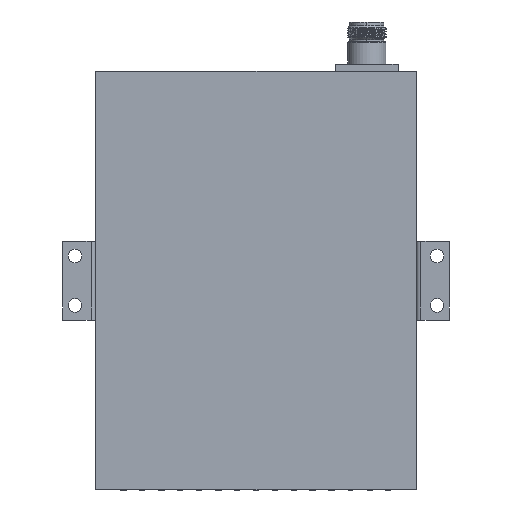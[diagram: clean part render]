
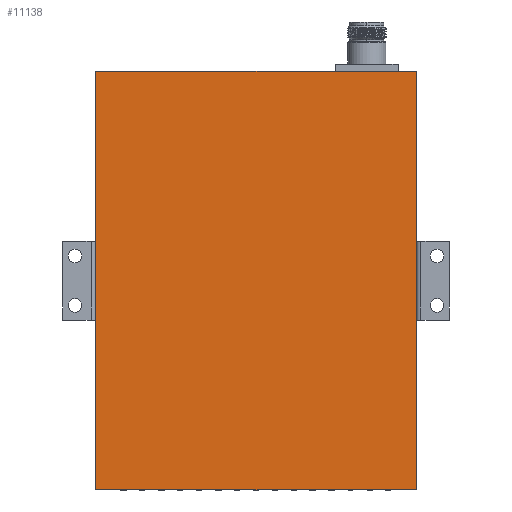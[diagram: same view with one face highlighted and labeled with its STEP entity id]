
A CAD part, left-side view. The second image highlights one B-rep face of the part: STEP entity #11138.
In plain terms, the highlighted planar face has unit normal (-1, 0, 0).
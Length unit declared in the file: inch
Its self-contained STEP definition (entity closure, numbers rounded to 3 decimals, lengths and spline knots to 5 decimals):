
#304 = DIRECTION ( 'NONE',  ( 0., 0., -1. ) ) ;
#1397 = LINE ( 'NONE', #23814, #25101 ) ;
#1666 = ORIENTED_EDGE ( 'NONE', *, *, #49138, .F. ) ;
#2479 = DIRECTION ( 'NONE',  ( 0., 1., 0. ) ) ;
#4379 = VERTEX_POINT ( 'NONE', #19407 ) ;
#4538 = CARTESIAN_POINT ( 'NONE',  ( 99.1399, 66.55156, 6.69291 ) ) ;
#4692 = VECTOR ( 'NONE', #17126, 39.37008 ) ;
#6965 = VERTEX_POINT ( 'NONE', #27471 ) ;
#8859 = AXIS2_PLACEMENT_3D ( 'NONE', #4538, #55755, #304 ) ;
#10667 = CARTESIAN_POINT ( 'NONE',  ( 99.1399, 71.66967, 6.69291 ) ) ;
#11138 = ADVANCED_FACE ( 'NONE', ( #36653 ), #28165, .F. ) ;
#11843 = DIRECTION ( 'NONE',  ( 0., 0., 1. ) ) ;
#11976 = VECTOR ( 'NONE', #2479, 39.37008 ) ;
#13589 = EDGE_LOOP ( 'NONE', ( #1666, #39456, #48191, #30151 ) ) ;
#16408 = LINE ( 'NONE', #24614, #11976 ) ;
#17126 = DIRECTION ( 'NONE',  ( 0., 0., -1. ) ) ;
#19407 = CARTESIAN_POINT ( 'NONE',  ( 99.1399, 71.66967, 0. ) ) ;
#22324 = EDGE_CURVE ( 'NONE', #53410, #6965, #1397, .T. ) ;
#23814 = CARTESIAN_POINT ( 'NONE',  ( 99.1399, 66.98857, 6.69291 ) ) ;
#24614 = CARTESIAN_POINT ( 'NONE',  ( 99.1399, 66.98857, 0. ) ) ;
#25101 = VECTOR ( 'NONE', #57150, 39.37008 ) ;
#27471 = CARTESIAN_POINT ( 'NONE',  ( 99.1399, 66.55156, 6.69291 ) ) ;
#28165 = PLANE ( 'NONE',  #8859 ) ;
#30151 = ORIENTED_EDGE ( 'NONE', *, *, #43554, .F. ) ;
#31097 = EDGE_CURVE ( 'NONE', #4379, #53410, #43086, .T. ) ;
#36653 = FACE_OUTER_BOUND ( 'NONE', #13589, .T. ) ;
#36802 = LINE ( 'NONE', #59244, #4692 ) ;
#39456 = ORIENTED_EDGE ( 'NONE', *, *, #22324, .F. ) ;
#43086 = LINE ( 'NONE', #10667, #43697 ) ;
#43517 = CARTESIAN_POINT ( 'NONE',  ( 99.1399, 71.66967, 6.69291 ) ) ;
#43554 = EDGE_CURVE ( 'NONE', #48111, #4379, #16408, .T. ) ;
#43697 = VECTOR ( 'NONE', #11843, 39.37008 ) ;
#48111 = VERTEX_POINT ( 'NONE', #57387 ) ;
#48191 = ORIENTED_EDGE ( 'NONE', *, *, #31097, .F. ) ;
#49138 = EDGE_CURVE ( 'NONE', #6965, #48111, #36802, .T. ) ;
#53410 = VERTEX_POINT ( 'NONE', #43517 ) ;
#55755 = DIRECTION ( 'NONE',  ( 1., 0., 0. ) ) ;
#57150 = DIRECTION ( 'NONE',  ( 0., -1., 0. ) ) ;
#57387 = CARTESIAN_POINT ( 'NONE',  ( 99.1399, 66.55156, 0. ) ) ;
#59244 = CARTESIAN_POINT ( 'NONE',  ( 99.1399, 66.55156, 6.69291 ) ) ;
